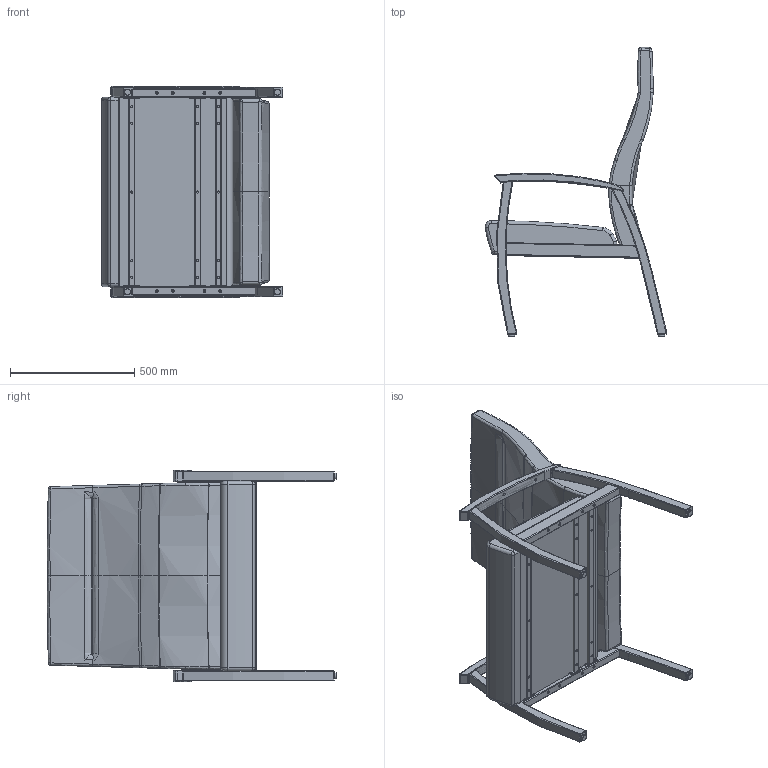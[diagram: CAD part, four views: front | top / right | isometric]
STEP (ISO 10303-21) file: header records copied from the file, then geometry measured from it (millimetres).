
FILE_DESCRIPTION(/* description */ (''),/* implementation_level */ '2;1');
FILE_NAME(/* name */ 'KOW10BH.stp',/* time_stamp */ '2017-01-06T08:44:49-05:00',/* author */ ('EMerkel'),/* organization */ (''),/* preprocessor_version */ 'ST-DEVELOPER v16.5',/* originating_system */ 'Autodesk Inventor 2017',/* authorisation */ '');
FILE_SCHEMA (('AUTOMOTIVE_DESIGN { 1 0 10303 214 3 1 1 }'));
Products named in the file (15): KOW10BH; KOW10-1 ARML; KOW10-1 ARML_1; KOW10-1 ARMR; KOW10 ARM TOP; KOW10 ARMR CENTER RAIL RIGHT; KOW10-1 ARMR FRONT RAIL; KOW10-1 ARMR BACK RAIL; SK142020HD INSERT NUT; GLD WHT 5-16; KOT10B-1 USEAT; KOT10BH UBACK; STUBE1.5X30; TUBE1.5X30; STUBE PLT
Assembly tree (33 placements, depth 3):
  KOW10BH
    KOW10-1 ARML
      GLD WHT 5-16  x2
      KOW10-1 ARML_1
    KOW10-1 ARMR
      KOW10 ARM TOP
      KOW10 ARMR CENTER RAIL RIGHT
      KOW10-1 ARMR FRONT RAIL
      KOW10-1 ARMR BACK RAIL
      SK142020HD INSERT NUT  x14
      GLD WHT 5-16  x2
    KOT10B-1 USEAT
    KOT10BH UBACK
    STUBE1.5X30  x3
      TUBE1.5X30
      STUBE PLT
Bounding box: 730.24 x 1163.83 x 848.55 mm (x, y, z)
Volume: 102129649.2 mm3; surface area: 3921299.4 mm2
Topology: 51 solids, 51 shells, 1513 faces, 3647 edges, 2280 vertices
Faces by surface type: plane 651, cylinder 573, bspline 167, torus 102, sphere 16, cone 4
Full cylindrical faces by diameter (mm): 6.35 x28, 7.137 x24, 7.144 x4, 7.938 x22, 8.733 x4, 8.738 x30, 9.5 x224, 9.922 x8, 11.906 x4, 12.7 x6, 14.287 x4, 25.4 x4
Entity records: 50513 total; most frequent: CARTESIAN_POINT 29476, DIRECTION 4396, ORIENTED_EDGE 3874, EDGE_CURVE 1937, AXIS2_PLACEMENT_3D 1804, VERTEX_POINT 1230, EDGE_LOOP 1143, FACE_OUTER_BOUND 919
